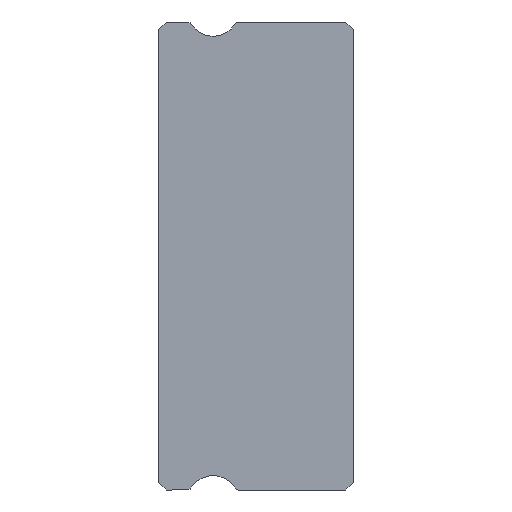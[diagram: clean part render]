
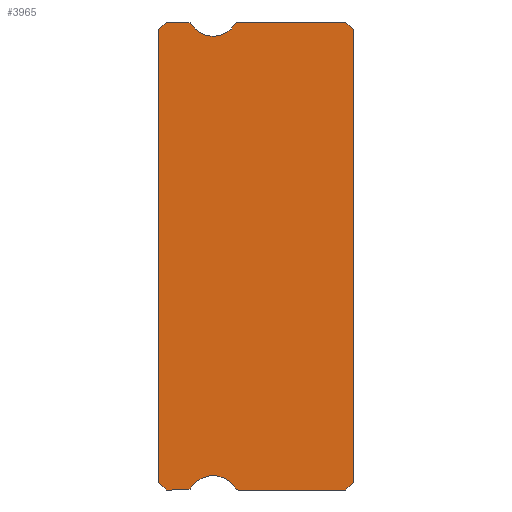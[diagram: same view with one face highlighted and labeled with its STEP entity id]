
A CAD part, left-side view. The second image highlights one B-rep face of the part: STEP entity #3965.
In plain terms, the highlighted planar face has unit normal (-1, 0, 0).
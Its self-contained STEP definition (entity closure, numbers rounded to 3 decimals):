
#26 = VERTEX_POINT ( 'NONE', #3576 ) ;
#47 = FACE_OUTER_BOUND ( 'NONE', #3863, .T. ) ;
#87 = CARTESIAN_POINT ( 'NONE',  ( -15., 0.3, 9. ) ) ;
#113 = DIRECTION ( 'NONE',  ( 0., -0.707, -0.707 ) ) ;
#117 = AXIS2_PLACEMENT_3D ( 'NONE', #2080, #3603, #2919 ) ;
#163 = AXIS2_PLACEMENT_3D ( 'NONE', #1663, #2467, #2801 ) ;
#194 = VECTOR ( 'NONE', #4472, 1000. ) ;
#217 = VERTEX_POINT ( 'NONE', #4455 ) ;
#220 = EDGE_CURVE ( 'NONE', #2380, #4580, #272, .T. ) ;
#268 = VECTOR ( 'NONE', #1278, 1000. ) ;
#272 = LINE ( 'NONE', #699, #3954 ) ;
#322 = DIRECTION ( 'NONE',  ( 0., -1., 0. ) ) ;
#362 = ORIENTED_EDGE ( 'NONE', *, *, #3041, .F. ) ;
#417 = DIRECTION ( 'NONE',  ( -1., 0., 0. ) ) ;
#428 = ORIENTED_EDGE ( 'NONE', *, *, #3200, .F. ) ;
#464 = VERTEX_POINT ( 'NONE', #4674 ) ;
#471 = ORIENTED_EDGE ( 'NONE', *, *, #3599, .T. ) ;
#497 = VERTEX_POINT ( 'NONE', #1680 ) ;
#519 = CIRCLE ( 'NONE', #117, 0.15 ) ;
#540 = CARTESIAN_POINT ( 'NONE',  ( -15., 7.5, 8.85 ) ) ;
#549 = ORIENTED_EDGE ( 'NONE', *, *, #4750, .T. ) ;
#569 = CARTESIAN_POINT ( 'NONE',  ( -15., 0., -8.7 ) ) ;
#588 = DIRECTION ( 'NONE',  ( 0., 0., -1. ) ) ;
#596 = DIRECTION ( 'NONE',  ( 0., 0., 1. ) ) ;
#610 = DIRECTION ( 'NONE',  ( 1., 0., 0. ) ) ;
#632 = CARTESIAN_POINT ( 'NONE',  ( -15., 4.419, 8.85 ) ) ;
#699 = CARTESIAN_POINT ( 'NONE',  ( -15., 7.2, 9. ) ) ;
#700 = LINE ( 'NONE', #4123, #4895 ) ;
#708 = EDGE_CURVE ( 'NONE', #26, #497, #4014, .T. ) ;
#709 = CARTESIAN_POINT ( 'NONE',  ( -15., 7.5, -8.7 ) ) ;
#788 = CARTESIAN_POINT ( 'NONE',  ( -15., 5.4, 9.45 ) ) ;
#902 = DIRECTION ( 'NONE',  ( 0., 1., 0. ) ) ;
#906 = EDGE_CURVE ( 'NONE', #2356, #1138, #914, .T. ) ;
#914 = LINE ( 'NONE', #540, #268 ) ;
#942 = CARTESIAN_POINT ( 'NONE',  ( -15., 4.547, 8.928 ) ) ;
#953 = VECTOR ( 'NONE', #596, 1000. ) ;
#1018 = EDGE_CURVE ( 'NONE', #3550, #4263, #4128, .T. ) ;
#1111 = CARTESIAN_POINT ( 'NONE',  ( -15., 5.4, -9.45 ) ) ;
#1138 = VERTEX_POINT ( 'NONE', #3730 ) ;
#1220 = DIRECTION ( 'NONE',  ( -1., 0., 0. ) ) ;
#1243 = CARTESIAN_POINT ( 'NONE',  ( -15., 7.2, 9. ) ) ;
#1266 = ORIENTED_EDGE ( 'NONE', *, *, #3264, .F. ) ;
#1278 = DIRECTION ( 'NONE',  ( 0., 0., 1. ) ) ;
#1316 = PLANE ( 'NONE',  #2339 ) ;
#1339 = DIRECTION ( 'NONE',  ( 0., -1., 0. ) ) ;
#1348 = ORIENTED_EDGE ( 'NONE', *, *, #2239, .T. ) ;
#1374 = AXIS2_PLACEMENT_3D ( 'NONE', #4078, #3473, #4169 ) ;
#1399 = DIRECTION ( 'NONE',  ( 0., 0., -1. ) ) ;
#1520 = EDGE_CURVE ( 'NONE', #3896, #2798, #519, .T. ) ;
#1539 = ORIENTED_EDGE ( 'NONE', *, *, #2723, .F. ) ;
#1563 = CARTESIAN_POINT ( 'NONE',  ( -15., 6.253, -8.928 ) ) ;
#1569 = DIRECTION ( 'NONE',  ( 0., 0., -1. ) ) ;
#1663 = CARTESIAN_POINT ( 'NONE',  ( -15., 4.419, -8.85 ) ) ;
#1680 = CARTESIAN_POINT ( 'NONE',  ( -15., 0.3, -9. ) ) ;
#1684 = DIRECTION ( 'NONE',  ( 0., 0., -1. ) ) ;
#1772 = AXIS2_PLACEMENT_3D ( 'NONE', #788, #417, #1959 ) ;
#1774 = CARTESIAN_POINT ( 'NONE',  ( -15., 5.4, 9.45 ) ) ;
#1800 = ORIENTED_EDGE ( 'NONE', *, *, #220, .T. ) ;
#1869 = VERTEX_POINT ( 'NONE', #3867 ) ;
#1959 = DIRECTION ( 'NONE',  ( 0., 0., -1. ) ) ;
#2030 = CARTESIAN_POINT ( 'NONE',  ( -15., 0.3, 9. ) ) ;
#2071 = EDGE_CURVE ( 'NONE', #4255, #464, #3610, .T. ) ;
#2080 = CARTESIAN_POINT ( 'NONE',  ( -15., 6.381, -8.85 ) ) ;
#2203 = EDGE_CURVE ( 'NONE', #4186, #3550, #3492, .T. ) ;
#2239 = EDGE_CURVE ( 'NONE', #2356, #217, #2579, .T. ) ;
#2326 = ORIENTED_EDGE ( 'NONE', *, *, #1520, .F. ) ;
#2330 = VECTOR ( 'NONE', #902, 1000. ) ;
#2339 = AXIS2_PLACEMENT_3D ( 'NONE', #3522, #3169, #1684 ) ;
#2356 = VERTEX_POINT ( 'NONE', #709 ) ;
#2380 = VERTEX_POINT ( 'NONE', #2632 ) ;
#2406 = CARTESIAN_POINT ( 'NONE',  ( -15., 6.253, 8.928 ) ) ;
#2465 = LINE ( 'NONE', #4774, #4584 ) ;
#2467 = DIRECTION ( 'NONE',  ( 1., 0., 0. ) ) ;
#2509 = DIRECTION ( 'NONE',  ( 0., 0.707, -0.707 ) ) ;
#2535 = VECTOR ( 'NONE', #2509, 1000. ) ;
#2579 = LINE ( 'NONE', #4867, #194 ) ;
#2632 = CARTESIAN_POINT ( 'NONE',  ( -15., 6.381, 9. ) ) ;
#2634 = ORIENTED_EDGE ( 'NONE', *, *, #2071, .F. ) ;
#2723 = EDGE_CURVE ( 'NONE', #2840, #4186, #3937, .T. ) ;
#2743 = CIRCLE ( 'NONE', #1374, 0.15 ) ;
#2798 = VERTEX_POINT ( 'NONE', #3537 ) ;
#2801 = DIRECTION ( 'NONE',  ( 0., 0., -1. ) ) ;
#2827 = LINE ( 'NONE', #4024, #2330 ) ;
#2840 = VERTEX_POINT ( 'NONE', #2406 ) ;
#2878 = EDGE_CURVE ( 'NONE', #4580, #1138, #4320, .T. ) ;
#2919 = DIRECTION ( 'NONE',  ( 0., 0., -1. ) ) ;
#3041 = EDGE_CURVE ( 'NONE', #1869, #3896, #4977, .T. ) ;
#3169 = DIRECTION ( 'NONE',  ( 1., 0., 0. ) ) ;
#3200 = EDGE_CURVE ( 'NONE', #497, #3236, #2827, .T. ) ;
#3236 = VERTEX_POINT ( 'NONE', #3270 ) ;
#3259 = DIRECTION ( 'NONE',  ( -1., 0., 0. ) ) ;
#3264 = EDGE_CURVE ( 'NONE', #4263, #4255, #700, .T. ) ;
#3270 = CARTESIAN_POINT ( 'NONE',  ( -15., 4.419, -9. ) ) ;
#3319 = DIRECTION ( 'NONE',  ( 0., 1., 0. ) ) ;
#3449 = AXIS2_PLACEMENT_3D ( 'NONE', #1111, #1220, #1569 ) ;
#3473 = DIRECTION ( 'NONE',  ( 1., 0., 0. ) ) ;
#3480 = ORIENTED_EDGE ( 'NONE', *, *, #906, .F. ) ;
#3492 = CIRCLE ( 'NONE', #3968, 1. ) ;
#3522 = CARTESIAN_POINT ( 'NONE',  ( -15., 6.381, 8.85 ) ) ;
#3537 = CARTESIAN_POINT ( 'NONE',  ( -15., 6.381, -9. ) ) ;
#3550 = VERTEX_POINT ( 'NONE', #942 ) ;
#3576 = CARTESIAN_POINT ( 'NONE',  ( -15., 0., -8.7 ) ) ;
#3599 = EDGE_CURVE ( 'NONE', #217, #2798, #2465, .T. ) ;
#3603 = DIRECTION ( 'NONE',  ( 1., 0., 0. ) ) ;
#3610 = LINE ( 'NONE', #87, #4216 ) ;
#3730 = CARTESIAN_POINT ( 'NONE',  ( -15., 7.5, 8.7 ) ) ;
#3793 = CARTESIAN_POINT ( 'NONE',  ( -15., 5.4, 8.45 ) ) ;
#3841 = EDGE_CURVE ( 'NONE', #2380, #2840, #2743, .T. ) ;
#3863 = EDGE_LOOP ( 'NONE', ( #3480, #1348, #471, #2326, #362, #4244, #428, #4634, #549, #2634, #1266, #4711, #3990, #1539, #4573, #1800, #4404 ) ) ;
#3867 = CARTESIAN_POINT ( 'NONE',  ( -15., 4.547, -8.928 ) ) ;
#3896 = VERTEX_POINT ( 'NONE', #1563 ) ;
#3935 = CARTESIAN_POINT ( 'NONE',  ( -15., 7.5, 8.7 ) ) ;
#3937 = CIRCLE ( 'NONE', #1772, 1. ) ;
#3954 = VECTOR ( 'NONE', #3319, 1000. ) ;
#3965 = ADVANCED_FACE ( 'NONE', ( #47 ), #1316, .F. ) ;
#3968 = AXIS2_PLACEMENT_3D ( 'NONE', #1774, #3259, #588 ) ;
#3990 = ORIENTED_EDGE ( 'NONE', *, *, #2203, .F. ) ;
#3996 = EDGE_CURVE ( 'NONE', #3236, #1869, #4100, .T. ) ;
#4014 = LINE ( 'NONE', #569, #2535 ) ;
#4024 = CARTESIAN_POINT ( 'NONE',  ( -15., 6.381, -9. ) ) ;
#4078 = CARTESIAN_POINT ( 'NONE',  ( -15., 6.381, 8.85 ) ) ;
#4100 = CIRCLE ( 'NONE', #163, 0.15 ) ;
#4123 = CARTESIAN_POINT ( 'NONE',  ( -15., 6.381, 9. ) ) ;
#4128 = CIRCLE ( 'NONE', #4451, 0.15 ) ;
#4169 = DIRECTION ( 'NONE',  ( 0., 0., -1. ) ) ;
#4186 = VERTEX_POINT ( 'NONE', #3793 ) ;
#4216 = VECTOR ( 'NONE', #113, 1000. ) ;
#4244 = ORIENTED_EDGE ( 'NONE', *, *, #3996, .F. ) ;
#4255 = VERTEX_POINT ( 'NONE', #2030 ) ;
#4256 = VECTOR ( 'NONE', #4558, 1000. ) ;
#4263 = VERTEX_POINT ( 'NONE', #4710 ) ;
#4320 = LINE ( 'NONE', #3935, #4256 ) ;
#4404 = ORIENTED_EDGE ( 'NONE', *, *, #2878, .T. ) ;
#4449 = LINE ( 'NONE', #4821, #953 ) ;
#4451 = AXIS2_PLACEMENT_3D ( 'NONE', #632, #610, #1399 ) ;
#4455 = CARTESIAN_POINT ( 'NONE',  ( -15., 7.2, -9. ) ) ;
#4472 = DIRECTION ( 'NONE',  ( 0., -0.707, -0.707 ) ) ;
#4558 = DIRECTION ( 'NONE',  ( 0., 0.707, -0.707 ) ) ;
#4573 = ORIENTED_EDGE ( 'NONE', *, *, #3841, .F. ) ;
#4580 = VERTEX_POINT ( 'NONE', #1243 ) ;
#4584 = VECTOR ( 'NONE', #1339, 1000. ) ;
#4634 = ORIENTED_EDGE ( 'NONE', *, *, #708, .F. ) ;
#4674 = CARTESIAN_POINT ( 'NONE',  ( -15., 0., 8.7 ) ) ;
#4710 = CARTESIAN_POINT ( 'NONE',  ( -15., 4.419, 9. ) ) ;
#4711 = ORIENTED_EDGE ( 'NONE', *, *, #1018, .F. ) ;
#4750 = EDGE_CURVE ( 'NONE', #26, #464, #4449, .T. ) ;
#4774 = CARTESIAN_POINT ( 'NONE',  ( -15., 6.381, -9. ) ) ;
#4821 = CARTESIAN_POINT ( 'NONE',  ( -15., 0., 8.7 ) ) ;
#4867 = CARTESIAN_POINT ( 'NONE',  ( -15., 7.2, -9. ) ) ;
#4895 = VECTOR ( 'NONE', #322, 1000. ) ;
#4977 = CIRCLE ( 'NONE', #3449, 1. ) ;
